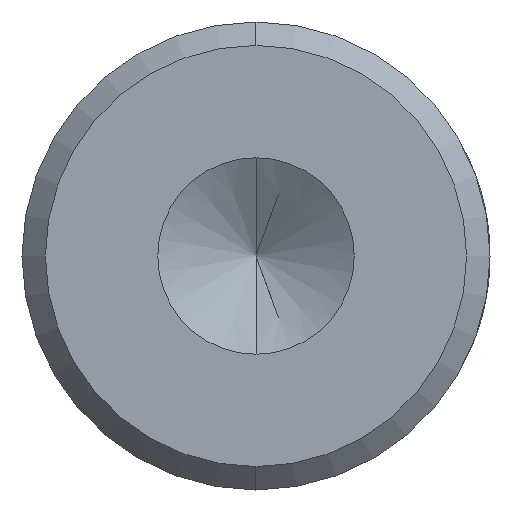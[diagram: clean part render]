
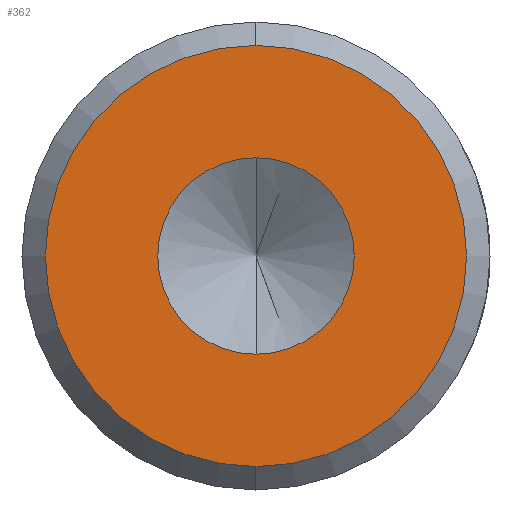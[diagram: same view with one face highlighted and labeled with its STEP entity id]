
A CAD part, left-side view. The second image highlights one B-rep face of the part: STEP entity #362.
In plain terms, the highlighted planar face has unit normal (-1, 0, 0).
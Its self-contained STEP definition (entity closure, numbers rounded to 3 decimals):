
#11 = PLANE ( 'NONE',  #1181 ) ;
#16 = EDGE_CURVE ( 'NONE', #676, #651, #642, .T. ) ;
#62 = ORIENTED_EDGE ( 'NONE', *, *, #215, .T. ) ;
#87 = ORIENTED_EDGE ( 'NONE', *, *, #937, .T. ) ;
#90 = FACE_BOUND ( 'NONE', #284, .T. ) ;
#93 = DIRECTION ( 'NONE',  ( -1., 0., 0. ) ) ;
#118 = CARTESIAN_POINT ( 'NONE',  ( 0., 0., 4.501 ) ) ;
#215 = EDGE_CURVE ( 'NONE', #1109, #1171, #418, .T. ) ;
#284 = EDGE_LOOP ( 'NONE', ( #781, #924 ) ) ;
#322 = AXIS2_PLACEMENT_3D ( 'NONE', #698, #93, #800 ) ;
#329 = AXIS2_PLACEMENT_3D ( 'NONE', #999, #1187, #609 ) ;
#357 = DIRECTION ( 'NONE',  ( -1., 0., 0. ) ) ;
#362 = ADVANCED_FACE ( 'NONE', ( #880, #90 ), #11, .T. ) ;
#364 = AXIS2_PLACEMENT_3D ( 'NONE', #944, #357, #1049 ) ;
#411 = CARTESIAN_POINT ( 'NONE',  ( 0., 0., 0. ) ) ;
#418 = CIRCLE ( 'NONE', #466, 4.501 ) ;
#456 = CARTESIAN_POINT ( 'NONE',  ( 0., 0., -2.1 ) ) ;
#466 = AXIS2_PLACEMENT_3D ( 'NONE', #411, #1105, #519 ) ;
#485 = EDGE_CURVE ( 'NONE', #651, #676, #898, .T. ) ;
#506 = CARTESIAN_POINT ( 'NONE',  ( 0., 0., 0. ) ) ;
#519 = DIRECTION ( 'NONE',  ( 0., 0., 1. ) ) ;
#609 = DIRECTION ( 'NONE',  ( 0., 0., 1. ) ) ;
#613 = CARTESIAN_POINT ( 'NONE',  ( 0., 0., -4.501 ) ) ;
#642 = CIRCLE ( 'NONE', #329, 2.1 ) ;
#651 = VERTEX_POINT ( 'NONE', #1041 ) ;
#676 = VERTEX_POINT ( 'NONE', #456 ) ;
#698 = CARTESIAN_POINT ( 'NONE',  ( 0., 0., 0. ) ) ;
#708 = DIRECTION ( 'NONE',  ( 0., 0., 1. ) ) ;
#781 = ORIENTED_EDGE ( 'NONE', *, *, #485, .F. ) ;
#800 = DIRECTION ( 'NONE',  ( 0., 0., 1. ) ) ;
#880 = FACE_OUTER_BOUND ( 'NONE', #1062, .T. ) ;
#898 = CIRCLE ( 'NONE', #322, 2.1 ) ;
#924 = ORIENTED_EDGE ( 'NONE', *, *, #16, .F. ) ;
#937 = EDGE_CURVE ( 'NONE', #1171, #1109, #1042, .T. ) ;
#944 = CARTESIAN_POINT ( 'NONE',  ( 0., 0., 0. ) ) ;
#999 = CARTESIAN_POINT ( 'NONE',  ( 0., 0., 0. ) ) ;
#1041 = CARTESIAN_POINT ( 'NONE',  ( 0., 0., 2.1 ) ) ;
#1042 = CIRCLE ( 'NONE', #364, 4.501 ) ;
#1049 = DIRECTION ( 'NONE',  ( 0., 0., 1. ) ) ;
#1062 = EDGE_LOOP ( 'NONE', ( #62, #87 ) ) ;
#1087 = DIRECTION ( 'NONE',  ( -1., 0., 0. ) ) ;
#1105 = DIRECTION ( 'NONE',  ( -1., 0., 0. ) ) ;
#1109 = VERTEX_POINT ( 'NONE', #613 ) ;
#1171 = VERTEX_POINT ( 'NONE', #118 ) ;
#1181 = AXIS2_PLACEMENT_3D ( 'NONE', #506, #1087, #708 ) ;
#1187 = DIRECTION ( 'NONE',  ( -1., 0., 0. ) ) ;
